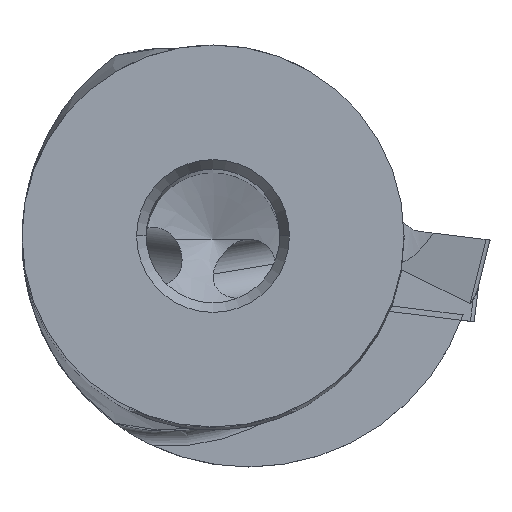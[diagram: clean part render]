
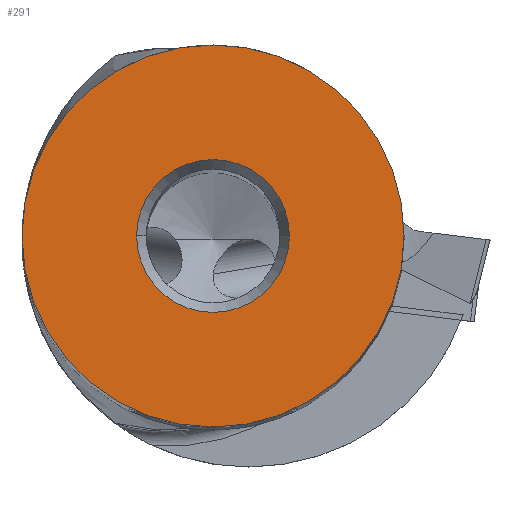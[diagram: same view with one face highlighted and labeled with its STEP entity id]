
A CAD part, top view. The second image highlights one B-rep face of the part: STEP entity #291.
In plain terms, the highlighted planar face has unit normal (0, 0, 1).
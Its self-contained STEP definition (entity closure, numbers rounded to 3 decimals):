
#39=FACE_BOUND('',#611,.T.);
#40=FACE_BOUND('',#612,.T.);
#291=ADVANCED_FACE('',(#39,#40),#347,.T.);
#347=PLANE('',#3059);
#611=EDGE_LOOP('',(#1359,#1360));
#612=EDGE_LOOP('',(#1361,#1362));
#1359=ORIENTED_EDGE('',*,*,#2055,.F.);
#1360=ORIENTED_EDGE('',*,*,#2056,.F.);
#1361=ORIENTED_EDGE('',*,*,#2054,.F.);
#1362=ORIENTED_EDGE('',*,*,#2052,.F.);
#1667=VERTEX_POINT('',#6300);
#1668=VERTEX_POINT('',#6302);
#1669=VERTEX_POINT('',#6308);
#1670=VERTEX_POINT('',#6309);
#2052=EDGE_CURVE('',#1667,#1668,#2305,.T.);
#2054=EDGE_CURVE('',#1668,#1667,#2306,.T.);
#2055=EDGE_CURVE('',#1669,#1670,#2307,.T.);
#2056=EDGE_CURVE('',#1670,#1669,#2308,.T.);
#2305=CIRCLE('',#3053,4.);
#2306=CIRCLE('',#3055,4.);
#2307=CIRCLE('',#3057,10.);
#2308=CIRCLE('',#3058,10.);
#3053=AXIS2_PLACEMENT_3D('',#6301,#3687,#3688);
#3055=AXIS2_PLACEMENT_3D('',#6305,#3692,#3693);
#3057=AXIS2_PLACEMENT_3D('',#6307,#3696,#3697);
#3058=AXIS2_PLACEMENT_3D('',#6310,#3698,#3699);
#3059=AXIS2_PLACEMENT_3D('',#6311,#3700,#3701);
#3687=DIRECTION('',(0.,0.,1.));
#3688=DIRECTION('',(1.,0.,0.));
#3692=DIRECTION('',(0.,0.,1.));
#3693=DIRECTION('',(-1.,0.,0.));
#3696=DIRECTION('',(0.,0.,-1.));
#3697=DIRECTION('',(-1.,0.,0.));
#3698=DIRECTION('',(0.,0.,-1.));
#3699=DIRECTION('',(1.,0.,0.));
#3700=DIRECTION('',(0.,0.,1.));
#3701=DIRECTION('',(1.,0.,0.));
#6300=CARTESIAN_POINT('',(4.,0.,0.));
#6301=CARTESIAN_POINT('',(0.,0.,0.));
#6302=CARTESIAN_POINT('',(-4.,0.,0.));
#6305=CARTESIAN_POINT('',(0.,0.,0.));
#6307=CARTESIAN_POINT('',(0.,0.,0.));
#6308=CARTESIAN_POINT('',(-10.,0.,0.));
#6309=CARTESIAN_POINT('',(10.,0.,0.));
#6310=CARTESIAN_POINT('',(0.,0.,0.));
#6311=CARTESIAN_POINT('',(0.,0.,0.));
